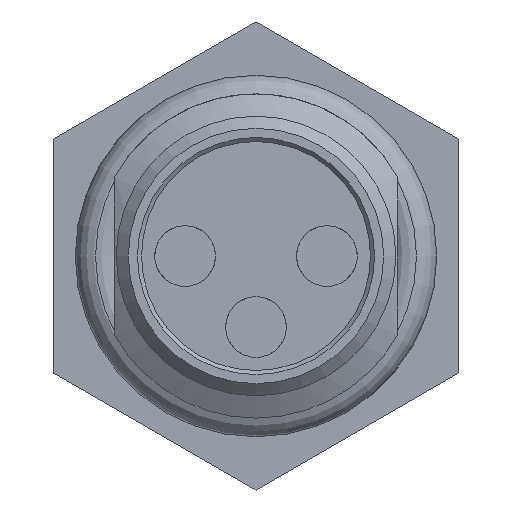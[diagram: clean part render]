
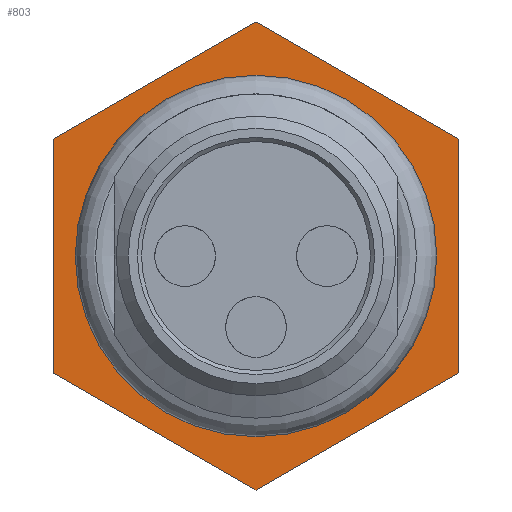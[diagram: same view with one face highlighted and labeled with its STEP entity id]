
A CAD part, left-side view. The second image highlights one B-rep face of the part: STEP entity #803.
In plain terms, the highlighted planar face has unit normal (-1, 0, 0).
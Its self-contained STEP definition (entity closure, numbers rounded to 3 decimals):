
#112=VECTOR('',#986,1.);
#113=VECTOR('',#987,1.);
#114=VECTOR('',#988,1.);
#115=VECTOR('',#989,1.);
#116=VECTOR('',#990,1.);
#117=VECTOR('',#991,1.);
#153=LINE('',#1222,#112);
#154=LINE('',#1225,#113);
#155=LINE('',#1227,#114);
#156=LINE('',#1229,#115);
#157=LINE('',#1231,#116);
#158=LINE('',#1233,#117);
#198=PLANE('',#861);
#219=VERTEX_POINT('',#1221);
#220=VERTEX_POINT('',#1223);
#221=VERTEX_POINT('',#1224);
#222=VERTEX_POINT('',#1226);
#223=VERTEX_POINT('',#1228);
#224=VERTEX_POINT('',#1230);
#225=VERTEX_POINT('',#1232);
#292=CIRCLE('',#862,3.96);
#354=EDGE_CURVE('',#219,#219,#292,.T.);
#355=EDGE_CURVE('',#220,#221,#153,.T.);
#356=EDGE_CURVE('',#222,#220,#154,.T.);
#357=EDGE_CURVE('',#223,#222,#155,.T.);
#358=EDGE_CURVE('',#224,#223,#156,.T.);
#359=EDGE_CURVE('',#225,#224,#157,.T.);
#360=EDGE_CURVE('',#221,#225,#158,.T.);
#468=ORIENTED_EDGE('',*,*,#354,.T.);
#469=ORIENTED_EDGE('',*,*,#355,.F.);
#470=ORIENTED_EDGE('',*,*,#356,.F.);
#471=ORIENTED_EDGE('',*,*,#357,.F.);
#472=ORIENTED_EDGE('',*,*,#358,.F.);
#473=ORIENTED_EDGE('',*,*,#359,.F.);
#474=ORIENTED_EDGE('',*,*,#360,.F.);
#682=EDGE_LOOP('',(#468));
#683=EDGE_LOOP('',(#469,#470,#471,#472,#473,#474));
#746=FACE_BOUND('',#682,.T.);
#747=FACE_BOUND('',#683,.T.);
#803=ADVANCED_FACE('',(#746,#747),#198,.T.);
#861=AXIS2_PLACEMENT_3D('',#1219,#983,$);
#862=AXIS2_PLACEMENT_3D('',#1220,#984,#985);
#983=DIRECTION('',(-1.,0.,0.));
#984=DIRECTION('',(1.,0.,0.));
#985=DIRECTION('',(0.,0.,3.96));
#986=DIRECTION('',(0.,0.,1.));
#987=DIRECTION('',(0.,0.866,0.5));
#988=DIRECTION('',(0.,0.866,-0.5));
#989=DIRECTION('',(0.,0.,-1.));
#990=DIRECTION('',(0.,-0.866,-0.5));
#991=DIRECTION('',(0.,-0.866,0.5));
#1219=CARTESIAN_POINT('',(9.5,0.,0.));
#1220=CARTESIAN_POINT('',(9.5,0.,0.));
#1221=CARTESIAN_POINT('',(9.5,0.,3.96));
#1222=CARTESIAN_POINT('',(9.5,5.,-2.5));
#1223=CARTESIAN_POINT('',(9.5,5.,-2.887));
#1224=CARTESIAN_POINT('',(9.5,5.,2.887));
#1225=CARTESIAN_POINT('',(9.5,0.335,-5.58));
#1226=CARTESIAN_POINT('',(9.5,0.,-5.774));
#1227=CARTESIAN_POINT('',(9.5,-4.665,-3.08));
#1228=CARTESIAN_POINT('',(9.5,-5.,-2.887));
#1229=CARTESIAN_POINT('',(9.5,-5.,2.5));
#1230=CARTESIAN_POINT('',(9.5,-5.,2.887));
#1231=CARTESIAN_POINT('',(9.5,-0.335,5.58));
#1232=CARTESIAN_POINT('',(9.5,0.,5.774));
#1233=CARTESIAN_POINT('',(9.5,4.665,3.08));
